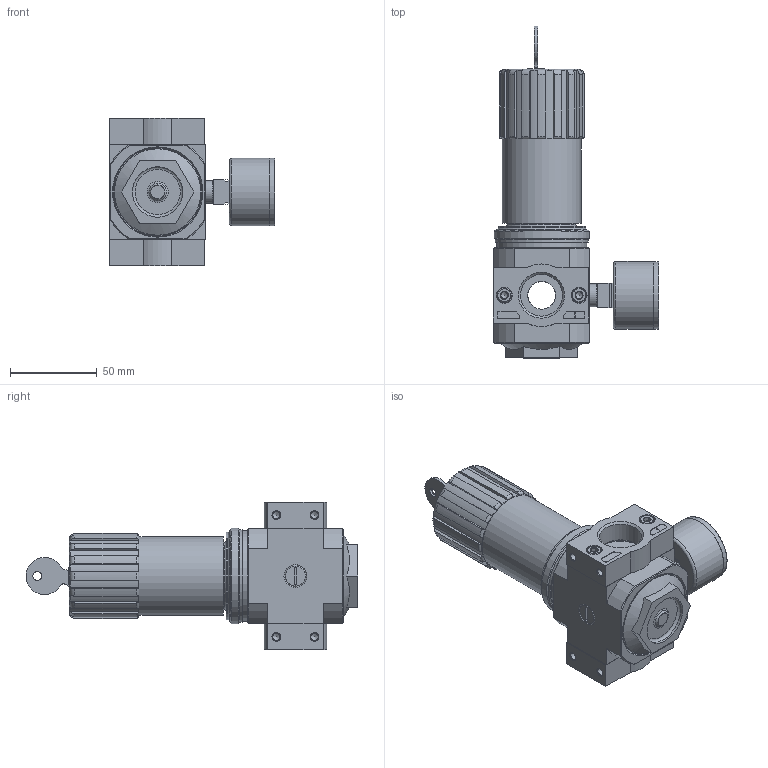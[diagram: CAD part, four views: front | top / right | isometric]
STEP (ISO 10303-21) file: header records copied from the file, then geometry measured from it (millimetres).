
FILE_DESCRIPTION(/* description */ ('STEP AP214'),/* implementation_level */ '2;1');
FILE_NAME(/* name */ '194657_LRS-3_4-D-7-I-MIDI',/* time_stamp */ '2024-09-05T00:47:50+02:00',/* author */ ('License CC BY-ND 4.0'),/* organization */ ('CADENAS'),/* preprocessor_version */ 'ST-DEVELOPER v19.3',/* originating_system */ 'PARTsolutions',/* authorisation */ ' ');
FILE_SCHEMA (('AUTOMOTIVE_DESIGN {1 0 10303 214 3 1 1}'));
Length unit declared in the file: millimetre
Products named in the file (8): 194657 LRS-3/4-D-7-I-MIDI; 646260 LRS-D-7-I-MIDI; 8003638 PAGN-40-10-G14; 380307 PBL-3/4-D-MIDI-R---(0) p1; DIN-912 - M5x18(F); 380305 PBL-3/4-D-MIDI-L---(1) p1; 398012 LRVS-D-MINI; 373846 LR-MIDI
Assembly tree (10 placements, depth 2):
  194657 LRS-3/4-D-7-I-MIDI
    646260 LRS-D-7-I-MIDI
    8003638 PAGN-40-10-G14
    380307 PBL-3/4-D-MIDI-R---(0) p1
    DIN-912 - M5x18(F)  x4
    380305 PBL-3/4-D-MIDI-L---(1) p1
    398012 LRVS-D-MINI
    373846 LR-MIDI
Bounding box: 95.5 x 191 x 85 mm (x, y, z)
Volume: 408323.8 mm3; surface area: 69172.3 mm2
Topology: 10 solids, 10 shells, 463 faces, 1031 edges, 629 vertices
Faces by surface type: plane 226, cylinder 119, cone 92, torus 26
Full cylindrical faces by diameter (mm): 4.134 x8, 5 x4, 5.1 x1, 5.8 x1, 6.3 x1, 8.5 x4, 8.7 x1, 9.6 x1, 11 x1, 11.2 x1, 11.445 x2, 13.157 x2, 16 x1, 18.7 x1, 24.117 x2, 26.4 x1, 29 x1, 29.7 x1, 30.8 x1, 38.7 x1, 39 x2, 40 x1, 45.3 x1, 50.16 x1, 50.376 x1, 52 x1, 53.5 x1, 54.8 x1
Entity records: 11872 total; most frequent: CARTESIAN_POINT 2071, DIRECTION 1770, ORIENTED_EDGE 1532, EDGE_CURVE 766, AXIS2_PLACEMENT_3D 708, VERTEX_POINT 539, FACE_BOUND 539, EDGE_LOOP 534
